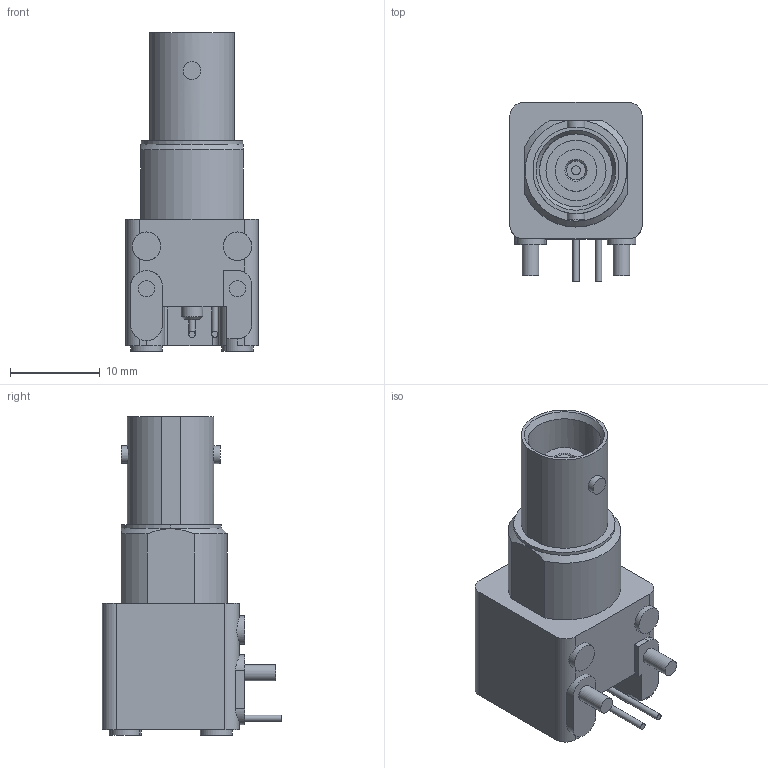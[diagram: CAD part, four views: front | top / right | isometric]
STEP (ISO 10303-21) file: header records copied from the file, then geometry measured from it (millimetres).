
FILE_DESCRIPTION(('STEP AP214'), '1');
FILE_NAME('BNC Angle Jack PCB mount', '', ('UNSPECIFIED'), ('UNSPECIFIED'), 'ASCON STEP Converter 1.6', 'ASCON Math Kernel', '');
FILE_SCHEMA(('AUTOMOTIVE_DESIGN { 1 0 10303 214 3 1 1}'));
Length unit declared in the file: millimetre
Products named in the file (1): 11964
Bounding box: 14.76 x 19.99 x 35.56 mm (x, y, z)
Volume: 4203.1 mm3; surface area: 2589.6 mm2
Topology: 1 solids, 1 shells, 106 faces, 251 edges, 165 vertices
Faces by surface type: plane 55, cylinder 46, cone 5
Full cylindrical faces by diameter (mm): 0.686 x2, 0.711 x2, 1.016 x1, 1.829 x2, 1.981 x2, 2.007 x2, 2.083 x1, 2.388 x1, 3.175 x3, 3.556 x2, 4.674 x1, 6.706 x1, 8.128 x1
Entity records: 4569 total; most frequent: CARTESIAN_POINT 1269, DIRECTION 514, ORIENTED_EDGE 454, EDGE_CURVE 227, AXIS2_PLACEMENT_3D 199, VERTEX_POINT 165, EDGE_LOOP 148, LINE 116
